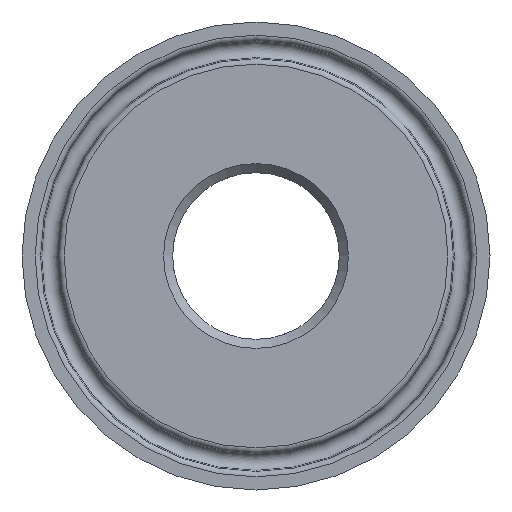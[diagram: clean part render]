
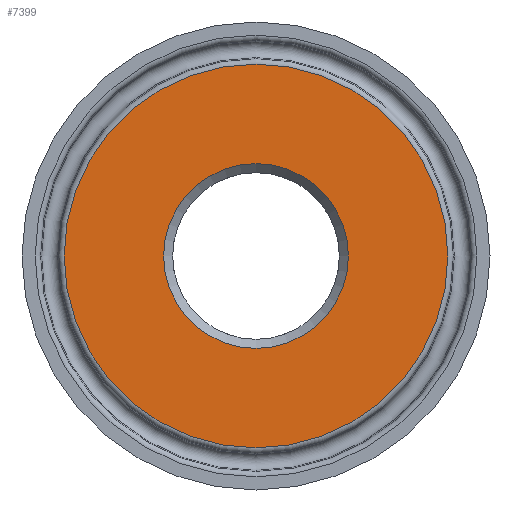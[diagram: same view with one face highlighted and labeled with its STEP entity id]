
A CAD part, left-side view. The second image highlights one B-rep face of the part: STEP entity #7399.
In plain terms, the highlighted planar face has unit normal (-1, 0, 0).
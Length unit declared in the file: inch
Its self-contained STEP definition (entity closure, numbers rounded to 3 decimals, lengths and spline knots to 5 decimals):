
#106=FACE_BOUND('',#1332,.T.);
#285=PLANE('',#7823);
#879=FACE_OUTER_BOUND('',#1331,.T.);
#1331=EDGE_LOOP('',(#6904));
#1332=EDGE_LOOP('',(#6905));
#1521=CIRCLE('',#7820,0.49639);
#1523=CIRCLE('',#7824,1.03106);
#3632=VERTEX_POINT('',#16368);
#3634=VERTEX_POINT('',#16374);
#4729=EDGE_CURVE('',#3632,#3632,#1521,.T.);
#4731=EDGE_CURVE('',#3634,#3634,#1523,.T.);
#6904=ORIENTED_EDGE('',*,*,#4731,.F.);
#6905=ORIENTED_EDGE('',*,*,#4729,.F.);
#7399=ADVANCED_FACE('',(#879,#106),#285,.T.);
#7820=AXIS2_PLACEMENT_3D('',#16369,#9150,#9151);
#7823=AXIS2_PLACEMENT_3D('',#16373,#9156,#9157);
#7824=AXIS2_PLACEMENT_3D('',#16375,#9158,#9159);
#9150=DIRECTION('center_axis',(-1.,0.,0.));
#9151=DIRECTION('ref_axis',(0.,-1.,0.));
#9156=DIRECTION('center_axis',(-1.,0.,0.));
#9157=DIRECTION('ref_axis',(0.,0.,1.));
#9158=DIRECTION('center_axis',(1.,0.,0.));
#9159=DIRECTION('ref_axis',(0.,-1.,0.));
#16368=CARTESIAN_POINT('',(0.,0.49639,0.));
#16369=CARTESIAN_POINT('Origin',(0.,0.,
0.));
#16373=CARTESIAN_POINT('Origin',(0.,0.74898,
0.));
#16374=CARTESIAN_POINT('',(0.,1.03106,0.));
#16375=CARTESIAN_POINT('Origin',(0.,0.,
0.));
